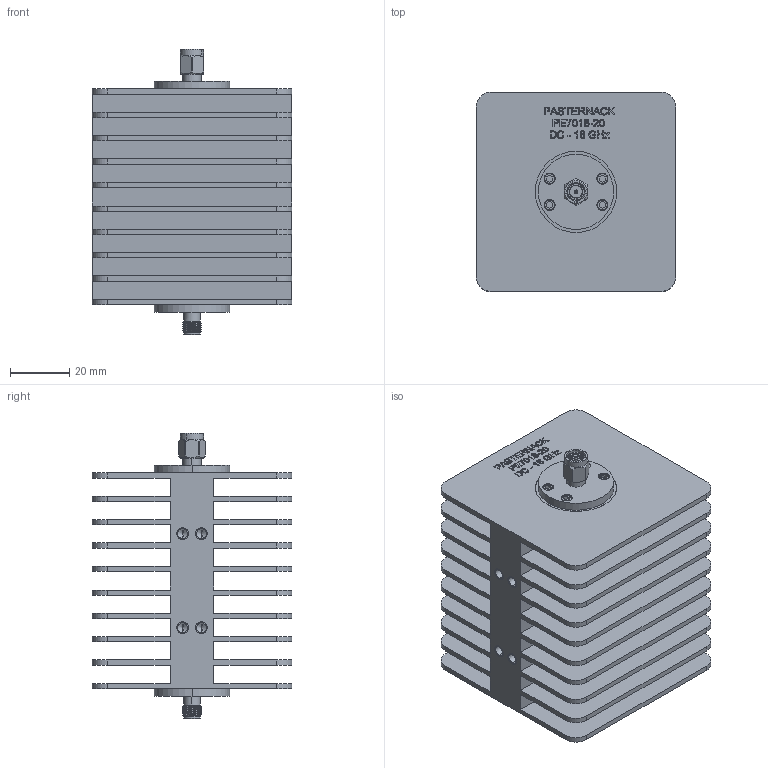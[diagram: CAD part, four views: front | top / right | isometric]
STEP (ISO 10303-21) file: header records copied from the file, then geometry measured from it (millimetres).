
FILE_DESCRIPTION (( 'STEP AP203' ), '1' );
FILE_NAME ('PE7018-XX.step', '2019-06-21T16:17:35', ( '' ), ( '' ), 'SwSTEP 2.0', 'SolidWorks 2018', '' );
FILE_SCHEMA (( 'CONFIG_CONTROL_DESIGN' ));
Products named in the file (1): PE7018-XX
Bounding box: 67.31 x 67.31 x 96.27 mm (x, y, z)
Volume: 136987.8 mm3; surface area: 88669 mm2
Topology: 1 solids, 1 shells, 763 faces, 1976 edges, 1291 vertices
Faces by surface type: plane 395, cylinder 163, bspline 149, cone 54, torus 2
Entity records: 33936 total; most frequent: CARTESIAN_POINT 16192, ORIENTED_EDGE 3920, DIRECTION 3141, EDGE_CURVE 1960, VERTEX_POINT 1291, LINE 1259, VECTOR 1259, AXIS2_PLACEMENT_3D 941
